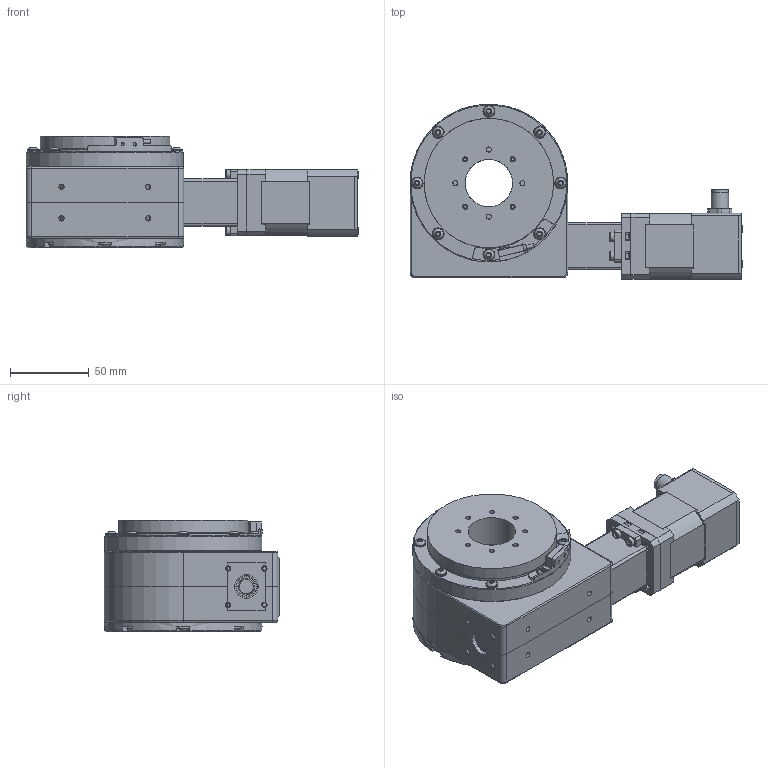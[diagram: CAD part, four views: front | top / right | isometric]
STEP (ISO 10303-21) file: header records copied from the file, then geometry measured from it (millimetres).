
FILE_DESCRIPTION(/* description */ (''),/* implementation_level */ '2;1');
FILE_NAME(/* name */ 'D00959232.step',/* time_stamp */ '2025-09-17T16:27:08+02:00',/* author */ ('FBerger'),/* organization */ ('igus GmbH'),/* preprocessor_version */ 'ST-DEVELOPER v20',/* originating_system */ 'Autodesk Inventor 2024',/* authorisation */ '');
FILE_SCHEMA (('AUTOMOTIVE_DESIGN { 1 0 10303 214 3 1 1 }'));
Length unit declared in the file: millimetre
Products named in the file (31): D00959232.iam; D00361478.iam; D00262748.iam; D00262745.ipt; D00202526.ipt; D00286218.iam; D00286203.ipt; D00220277.ipt; D00286195.ipt; D00340286.iam; D00879718; D00340294.ipt; D00248542.ipt; D00265606.iam; D00265526.ipt; D00265569.ipt; D00265560.ipt; D00111677.ipt; D00185788.iam; D00148586.ipt; D00148535.ipt; D00148589.ipt; D00185776.ipt; D00137857.ipt; D00069180.ipt; D00159699.ipt; D00320636.iam; D00286969.ipt; D00109651.ipt; D00137335.ipt; D00135035.ipt
Assembly tree (60 placements, depth 4):
  D00959232.iam
    D00361478.iam
      D00262748.iam
        D00262745.ipt  x2
        D00202526.ipt  x2
      D00286218.iam
        D00286203.ipt
        D00220277.ipt  x2
      D00286195.ipt
      D00340286.iam
        D00879718
        D00340294.ipt
        D00248542.ipt  x8
      D00265606.iam
        D00265526.ipt
        D00265569.ipt
        D00265560.ipt
        D00111677.ipt  x8
    D00185788.iam
      D00148586.ipt
      D00148535.ipt
      D00148589.ipt
      D00185776.ipt
      D00069180.ipt  x8
      D00137857.ipt  x4
      D00159699.ipt  x4
    D00320636.iam
      D00286969.ipt
      D00109651.ipt
      D00137335.ipt
      D00135035.ipt
Bounding box: 210.42 x 111.2 x 70.5 mm (x, y, z)
Volume: 480202.9 mm3; surface area: 213206.6 mm2
Topology: 93 solids, 98 shells, 2328 faces, 5614 edges, 3629 vertices
Faces by surface type: plane 910, cylinder 773, torus 289, cone 274, sphere 49, bspline 33
Full cylindrical faces by diameter (mm): 1 x13, 2 x4, 2.013 x9, 2.224 x4, 2.3 x1, 2.459 x16, 2.5 x1, 2.6 x1, 2.9 x4, 3 x22, 3.2 x18, 3.242 x8, 3.3 x20, 3.4 x4, 3.5 x17, 4 x24, 4.5 x16, 4.7 x4, 5 x1, 5.5 x14, 6 x18, 7 x6, 7.5 x16, 8 x8, 8.2 x2, 8.25 x4, 9 x4, 9.2 x1, 10 x9, 10.4 x2
Entity records: 49990 total; most frequent: CARTESIAN_POINT 9832, DIRECTION 8621, ORIENTED_EDGE 7508, EDGE_CURVE 3754, AXIS2_PLACEMENT_3D 3444, VERTEX_POINT 2455, EDGE_LOOP 1959, CIRCLE 1778
